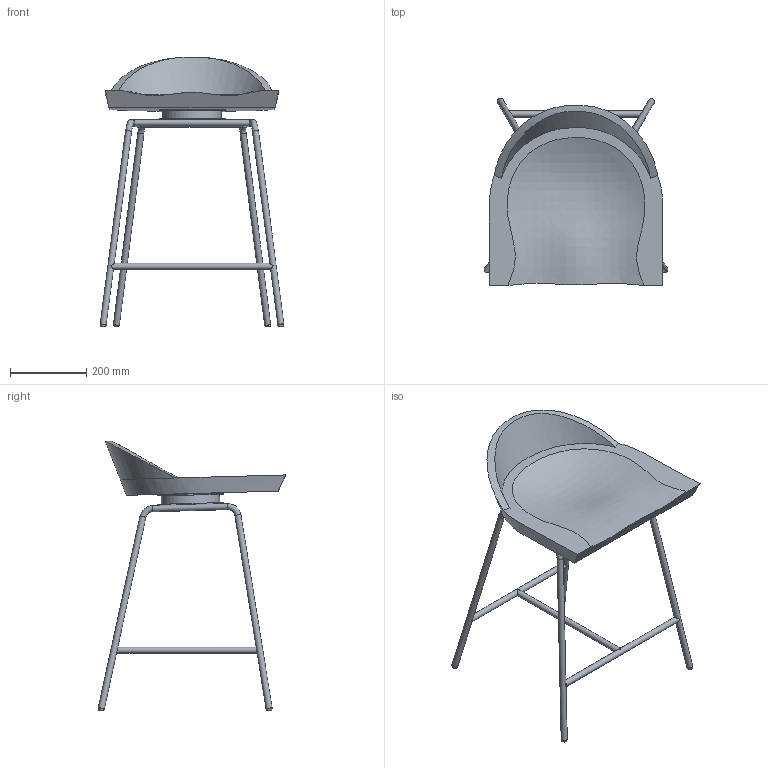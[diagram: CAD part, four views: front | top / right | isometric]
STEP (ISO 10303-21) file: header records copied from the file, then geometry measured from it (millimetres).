
FILE_DESCRIPTION(/* description */ (''),/* implementation_level */ '2;1');
FILE_NAME(/* name */ 'Spindle_CB-282_3D',/* time_stamp */ '2023-10-06T12:16:58+02:00',/* author */ (''),/* organization */ (''),/* preprocessor_version */ 'ST-DEVELOPER v16.5',/* originating_system */ 'Rhino 7.31',/* authorisation */ '');
FILE_SCHEMA (('AUTOMOTIVE_DESIGN'));
Length unit declared in the file: centimetre
Products named in the file (2): Document; Spindle_CB-282
Assembly tree (1 placements, depth 2):
  Document
    Spindle_CB-282
Bounding box: 482.85 x 492.33 x 708.56 mm (x, y, z)
Volume: 7466085.8 mm3; surface area: 819399 mm2
Topology: 14 solids, 14 shells, 76 faces, 140 edges, 94 vertices
Faces by surface type: plane 32, cylinder 31, bspline 13
Full cylindrical faces by diameter (mm): 16 x11, 153.65 x1
Entity records: 8795 total; most frequent: CARTESIAN_POINT 7573, ORIENTED_EDGE 280, EDGE_CURVE 140, VERTEX_POINT 94, B_SPLINE_CURVE_WITH_KNOTS 81, EDGE_LOOP 78, ADVANCED_FACE 76, FACE_OUTER_BOUND 76
